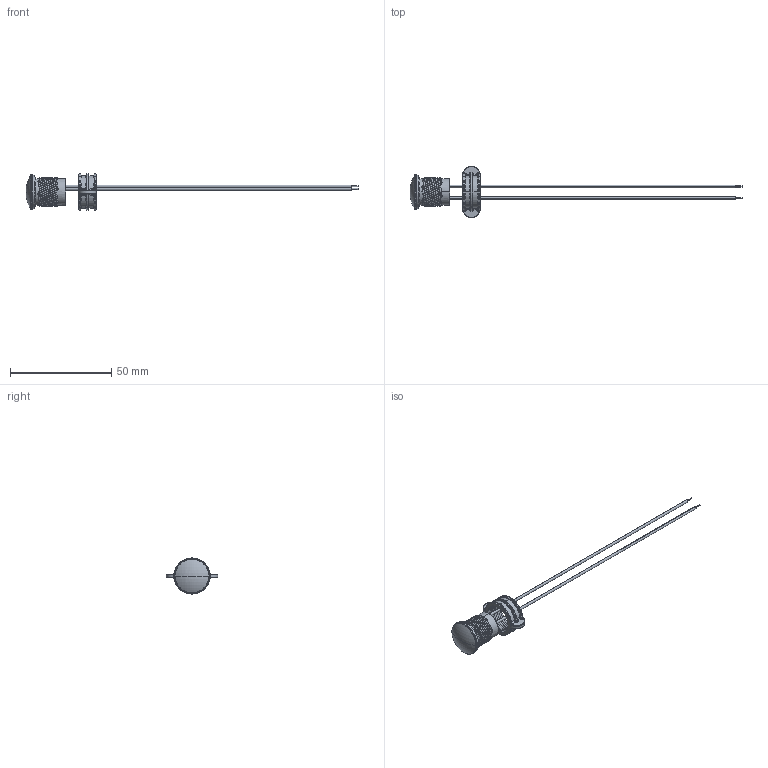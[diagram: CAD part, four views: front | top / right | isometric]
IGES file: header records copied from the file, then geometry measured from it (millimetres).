
Start section: SolidWorks IGES file using analytic representation for surfaces
Global section: file name: STEP;CNX 714 X XXX XX X.IGS; native system: SolidWorks 2018; preprocessor: SolidWorks 2018; author: tstoltenburg; date: 190613.080710; units: inch
Bounding box: 163.81 x 25.42 x 17.78 mm (x, y, z)
Surface area: 5508.7 mm2 (no closed solid volume)
Topology: 0 solids, 0 shells, 584 faces, 6956 edges, 6948 vertices
Faces by surface type: bspline 456, revolution 128
